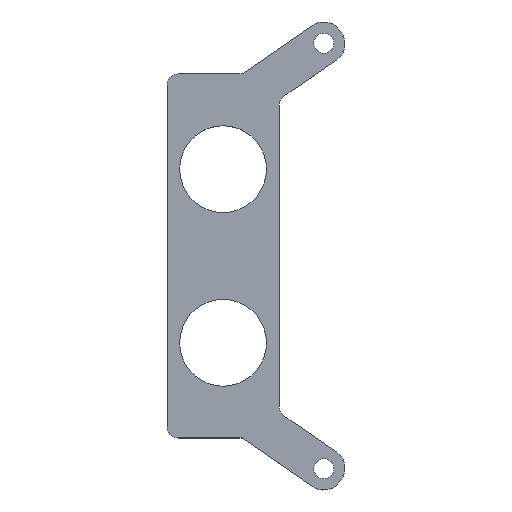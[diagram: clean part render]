
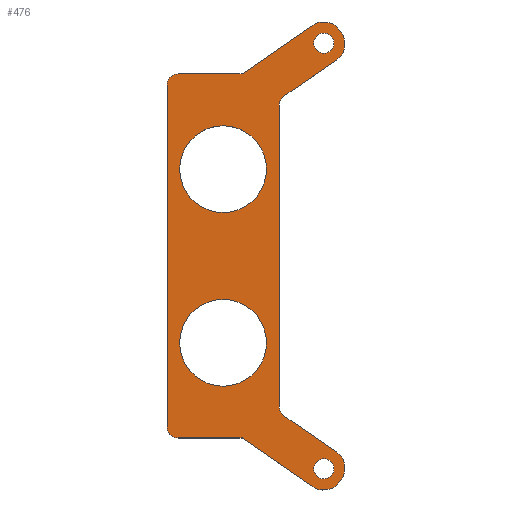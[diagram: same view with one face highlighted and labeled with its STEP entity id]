
A CAD part, top view. The second image highlights one B-rep face of the part: STEP entity #476.
In plain terms, the highlighted planar face has unit normal (0, 0, 1).
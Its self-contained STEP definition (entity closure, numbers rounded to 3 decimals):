
#19=FACE_BOUND('',#87,.T.);
#20=FACE_BOUND('',#88,.T.);
#21=FACE_BOUND('',#89,.T.);
#22=FACE_BOUND('',#90,.T.);
#34=PLANE('',#538);
#58=FACE_OUTER_BOUND('',#86,.T.);
#86=EDGE_LOOP('',(#419,#420,#421,#422,#423,#424,#425,#426,#427,#428,#429,
#430,#431,#432,#433,#434,#435,#436));
#87=EDGE_LOOP('',(#437));
#88=EDGE_LOOP('',(#438));
#89=EDGE_LOOP('',(#439));
#90=EDGE_LOOP('',(#440));
#103=LINE('',#733,#145);
#109=LINE('',#748,#151);
#112=LINE('',#756,#154);
#116=LINE('',#766,#158);
#119=LINE('',#774,#161);
#121=LINE('',#780,#163);
#128=LINE('',#804,#170);
#129=LINE('',#807,#171);
#131=LINE('',#810,#173);
#132=LINE('',#812,#174);
#145=VECTOR('',#585,10.);
#151=VECTOR('',#601,10.);
#154=VECTOR('',#610,10.);
#158=VECTOR('',#620,10.);
#161=VECTOR('',#629,10.);
#163=VECTOR('',#637,10.);
#170=VECTOR('',#666,10.);
#171=VECTOR('',#669,10.);
#173=VECTOR('',#673,10.);
#174=VECTOR('',#676,10.);
#175=CIRCLE('',#492,3.5);
#188=CIRCLE('',#508,3.5);
#189=CIRCLE('',#510,3.5);
#190=CIRCLE('',#513,3.5);
#191=CIRCLE('',#516,2.);
#192=CIRCLE('',#519,2.);
#193=CIRCLE('',#522,2.);
#194=CIRCLE('',#525,2.);
#195=CIRCLE('',#527,1.8);
#196=CIRCLE('',#529,1.8);
#197=CIRCLE('',#531,7.75);
#198=CIRCLE('',#533,7.75);
#199=VERTEX_POINT('',#681);
#200=VERTEX_POINT('',#682);
#223=VERTEX_POINT('',#732);
#224=VERTEX_POINT('',#736);
#225=VERTEX_POINT('',#740);
#226=VERTEX_POINT('',#741);
#227=VERTEX_POINT('',#746);
#228=VERTEX_POINT('',#750);
#229=VERTEX_POINT('',#754);
#230=VERTEX_POINT('',#758);
#231=VERTEX_POINT('',#759);
#232=VERTEX_POINT('',#764);
#233=VERTEX_POINT('',#768);
#234=VERTEX_POINT('',#772);
#235=VERTEX_POINT('',#776);
#236=VERTEX_POINT('',#782);
#237=VERTEX_POINT('',#786);
#238=VERTEX_POINT('',#790);
#239=VERTEX_POINT('',#794);
#240=VERTEX_POINT('',#798);
#241=VERTEX_POINT('',#802);
#242=VERTEX_POINT('',#806);
#243=EDGE_CURVE('',#199,#200,#175,.T.);
#268=EDGE_CURVE('',#223,#200,#103,.T.);
#270=EDGE_CURVE('',#223,#224,#188,.T.);
#272=EDGE_CURVE('',#225,#226,#189,.T.);
#276=EDGE_CURVE('',#225,#227,#109,.T.);
#277=EDGE_CURVE('',#228,#227,#190,.T.);
#280=EDGE_CURVE('',#228,#229,#112,.T.);
#281=EDGE_CURVE('',#230,#231,#191,.T.);
#285=EDGE_CURVE('',#230,#232,#116,.T.);
#287=EDGE_CURVE('',#233,#229,#192,.T.);
#289=EDGE_CURVE('',#233,#234,#119,.T.);
#291=EDGE_CURVE('',#235,#234,#193,.T.);
#292=EDGE_CURVE('',#235,#224,#121,.T.);
#293=EDGE_CURVE('',#236,#232,#194,.T.);
#295=EDGE_CURVE('',#237,#237,#195,.T.);
#297=EDGE_CURVE('',#238,#238,#196,.T.);
#299=EDGE_CURVE('',#239,#239,#197,.T.);
#301=EDGE_CURVE('',#240,#240,#198,.T.);
#304=EDGE_CURVE('',#236,#241,#128,.T.);
#305=EDGE_CURVE('',#242,#231,#129,.T.);
#307=EDGE_CURVE('',#199,#242,#131,.T.);
#308=EDGE_CURVE('',#241,#226,#132,.T.);
#419=ORIENTED_EDGE('',*,*,#243,.F.);
#420=ORIENTED_EDGE('',*,*,#307,.T.);
#421=ORIENTED_EDGE('',*,*,#305,.T.);
#422=ORIENTED_EDGE('',*,*,#281,.F.);
#423=ORIENTED_EDGE('',*,*,#285,.T.);
#424=ORIENTED_EDGE('',*,*,#293,.F.);
#425=ORIENTED_EDGE('',*,*,#304,.T.);
#426=ORIENTED_EDGE('',*,*,#308,.T.);
#427=ORIENTED_EDGE('',*,*,#272,.F.);
#428=ORIENTED_EDGE('',*,*,#276,.T.);
#429=ORIENTED_EDGE('',*,*,#277,.F.);
#430=ORIENTED_EDGE('',*,*,#280,.T.);
#431=ORIENTED_EDGE('',*,*,#287,.F.);
#432=ORIENTED_EDGE('',*,*,#289,.T.);
#433=ORIENTED_EDGE('',*,*,#291,.F.);
#434=ORIENTED_EDGE('',*,*,#292,.T.);
#435=ORIENTED_EDGE('',*,*,#270,.F.);
#436=ORIENTED_EDGE('',*,*,#268,.T.);
#437=ORIENTED_EDGE('',*,*,#301,.T.);
#438=ORIENTED_EDGE('',*,*,#299,.T.);
#439=ORIENTED_EDGE('',*,*,#297,.T.);
#440=ORIENTED_EDGE('',*,*,#295,.T.);
#476=ADVANCED_FACE('',(#58,#19,#20,#21,#22),#34,.T.);
#492=AXIS2_PLACEMENT_3D('',#683,#543,#544);
#508=AXIS2_PLACEMENT_3D('',#737,#589,#590);
#510=AXIS2_PLACEMENT_3D('',#742,#594,#595);
#513=AXIS2_PLACEMENT_3D('',#751,#604,#605);
#516=AXIS2_PLACEMENT_3D('',#760,#613,#614);
#519=AXIS2_PLACEMENT_3D('',#770,#624,#625);
#522=AXIS2_PLACEMENT_3D('',#778,#633,#634);
#525=AXIS2_PLACEMENT_3D('',#783,#640,#641);
#527=AXIS2_PLACEMENT_3D('',#787,#645,#646);
#529=AXIS2_PLACEMENT_3D('',#791,#650,#651);
#531=AXIS2_PLACEMENT_3D('',#795,#655,#656);
#533=AXIS2_PLACEMENT_3D('',#799,#660,#661);
#538=AXIS2_PLACEMENT_3D('',#813,#677,#678);
#543=DIRECTION('center_axis',(0.,0.,
-1.));
#544=DIRECTION('ref_axis',(0.182,0.983,0.));
#585=DIRECTION('',(-0.567,0.824,0.));
#589=DIRECTION('center_axis',(0.,0.,
-1.));
#590=DIRECTION('ref_axis',(0.983,-0.182,0.));
#594=DIRECTION('center_axis',(0.,0.,
-1.));
#595=DIRECTION('ref_axis',(0.182,-0.983,0.));
#601=DIRECTION('',(0.567,0.824,0.));
#604=DIRECTION('center_axis',(0.,0.,
-1.));
#605=DIRECTION('ref_axis',(0.983,0.182,0.));
#610=DIRECTION('',(-0.824,0.567,0.));
#613=DIRECTION('center_axis',(0.,0.,
-1.));
#614=DIRECTION('ref_axis',(-0.707,0.707,0.));
#620=DIRECTION('',(0.,-1.,0.));
#624=DIRECTION('center_axis',(0.,0.,
1.));
#625=DIRECTION('ref_axis',(-0.885,-0.466,0.));
#629=DIRECTION('',(0.,1.,0.));
#633=DIRECTION('center_axis',(0.,0.,
1.));
#634=DIRECTION('ref_axis',(-0.885,0.466,0.));
#637=DIRECTION('',(0.824,0.567,0.));
#640=DIRECTION('center_axis',(0.,0.,
-1.));
#641=DIRECTION('ref_axis',(-0.707,-0.707,0.));
#645=DIRECTION('center_axis',(0.,0.,-1.));
#646=DIRECTION('ref_axis',(1.,0.,0.));
#650=DIRECTION('center_axis',(0.,0.,-1.));
#651=DIRECTION('ref_axis',(1.,0.,0.));
#655=DIRECTION('center_axis',(0.,0.,-1.));
#656=DIRECTION('ref_axis',(1.,0.,0.));
#660=DIRECTION('center_axis',(0.,0.,-1.));
#661=DIRECTION('ref_axis',(1.,0.,0.));
#666=DIRECTION('',(1.,0.,0.));
#669=DIRECTION('',(-1.,0.,0.));
#673=DIRECTION('',(-0.824,-0.567,0.));
#676=DIRECTION('',(0.824,-0.567,0.));
#677=DIRECTION('center_axis',(0.,0.,
1.));
#678=DIRECTION('ref_axis',(1.,0.,0.));
#681=CARTESIAN_POINT('',(-2.001,79.175,3.));
#682=CARTESIAN_POINT('',(2.866,78.274,3.));
#683=CARTESIAN_POINT('Origin',(-0.018,76.291,3.));
#732=CARTESIAN_POINT('',(3.149,77.862,3.));
#733=CARTESIAN_POINT('',(0.883,81.158,3.));
#736=CARTESIAN_POINT('',(2.248,72.995,3.));
#737=CARTESIAN_POINT('Origin',(0.265,75.879,3.));
#740=CARTESIAN_POINT('',(2.866,-2.274,3.));
#741=CARTESIAN_POINT('',(-2.001,-3.175,3.));
#742=CARTESIAN_POINT('Origin',(-0.018,-0.291,3.));
#746=CARTESIAN_POINT('',(3.149,-1.862,3.));
#748=CARTESIAN_POINT('',(0.883,-5.158,3.));
#750=CARTESIAN_POINT('',(2.248,3.005,3.));
#751=CARTESIAN_POINT('Origin',(0.265,0.121,3.));
#754=CARTESIAN_POINT('',(-7.133,9.455,3.));
#756=CARTESIAN_POINT('',(5.132,1.022,3.));
#758=CARTESIAN_POINT('',(-28.,68.5,3.));
#759=CARTESIAN_POINT('',(-26.,70.5,3.));
#760=CARTESIAN_POINT('Origin',(-26.,68.5,3.));
#764=CARTESIAN_POINT('',(-28.,7.5,3.));
#766=CARTESIAN_POINT('',(-28.,5.5,3.));
#768=CARTESIAN_POINT('',(-8.,11.103,3.));
#770=CARTESIAN_POINT('Origin',(-6.,11.103,3.));
#772=CARTESIAN_POINT('',(-8.,64.897,3.));
#774=CARTESIAN_POINT('',(-8.,70.5,3.));
#776=CARTESIAN_POINT('',(-7.133,66.545,3.));
#778=CARTESIAN_POINT('Origin',(-6.,64.897,3.));
#780=CARTESIAN_POINT('',(5.132,74.978,3.));
#782=CARTESIAN_POINT('',(-26.,5.5,3.));
#783=CARTESIAN_POINT('Origin',(-26.,7.5,3.));
#786=CARTESIAN_POINT('',(-1.8,0.,3.));
#787=CARTESIAN_POINT('Origin',(0.,0.,3.));
#790=CARTESIAN_POINT('',(-1.8,76.,3.));
#791=CARTESIAN_POINT('Origin',(0.,76.,3.));
#794=CARTESIAN_POINT('',(-25.75,53.5,3.));
#795=CARTESIAN_POINT('Origin',(-18.,53.5,3.));
#798=CARTESIAN_POINT('',(-25.75,22.5,3.));
#799=CARTESIAN_POINT('Origin',(-18.,22.5,3.));
#802=CARTESIAN_POINT('',(-14.619,5.5,3.));
#804=CARTESIAN_POINT('',(-8.,5.5,3.));
#806=CARTESIAN_POINT('',(-14.619,70.5,3.));
#807=CARTESIAN_POINT('',(-28.,70.5,3.));
#810=CARTESIAN_POINT('',(-14.619,70.5,3.));
#812=CARTESIAN_POINT('',(-14.619,5.5,3.));
#813=CARTESIAN_POINT('Origin',(-11.434,38.,3.));
